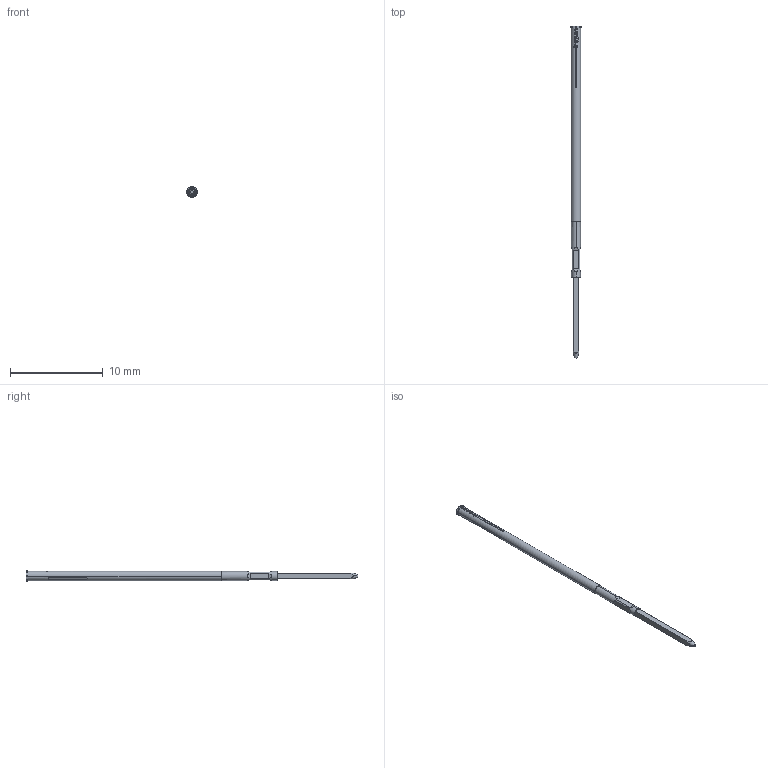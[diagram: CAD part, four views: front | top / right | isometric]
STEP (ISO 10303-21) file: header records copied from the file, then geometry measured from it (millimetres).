
FILE_DESCRIPTION (( 'STEP AP203' ), '1' );
FILE_NAME ('INGUN_KS-087_47_M0.7.STEP', '2021-10-21T14:08:31', ( 'ochi' ), ( '' ), 'SwSTEP 2.0', 'SolidWorks 2018', '' );
FILE_SCHEMA (( 'CONFIG_CONTROL_DESIGN' ));
Length unit declared in the file: millimetre
Products named in the file (1): INGUN_KS-087_47_M0.7
Bounding box: 1.15 x 35.7 x 1.15 mm (x, y, z)
Volume: 23.8 mm3; surface area: 110.5 mm2
Topology: 1 solids, 1 shells, 133 faces, 352 edges, 234 vertices
Faces by surface type: plane 67, bspline 34, cylinder 28, cone 4
Entity records: 4814 total; most frequent: CARTESIAN_POINT 1735, ORIENTED_EDGE 704, DIRECTION 508, EDGE_CURVE 352, VERTEX_POINT 234, AXIS2_PLACEMENT_3D 189, EDGE_LOOP 146, ADVANCED_FACE 133
